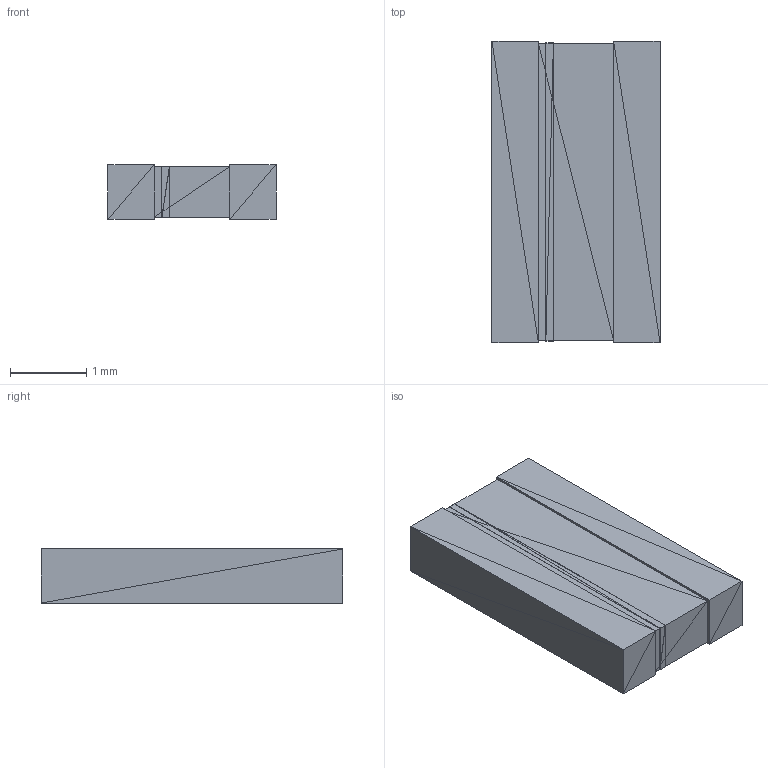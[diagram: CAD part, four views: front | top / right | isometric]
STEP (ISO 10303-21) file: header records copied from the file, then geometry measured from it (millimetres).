
FILE_DESCRIPTION(('FreeCAD Model'),'2;1');
FILE_NAME( 'R_1508_Wide.step', '2016-11-25T14:04:23',('Author'),(''), 'Open CASCADE STEP processor 6.8','FreeCAD','Unknown');
FILE_SCHEMA(('AUTOMOTIVE_DESIGN_CC2 { 1 2 10303 214 -1 1 5 4 }'));
Length unit declared in the file: millimetre
Products named in the file (1): Fusion
Bounding box: 2.21 x 3.96 x 0.71 mm (x, y, z)
Surface area: 35.3 mm2 (no closed solid volume)
Topology: 0 solids, 5 shells, 88 faces, 142 edges, 58 vertices
Faces by surface type: plane 88
Entity records: 4326 total; most frequent: DIRECTION 604, CARTESIAN_POINT 573, LINE 426, VECTOR 426, ORIENTED_EDGE 312, PCURVE 284, DEFINITIONAL_REPRESENTATION 284, EDGE_CURVE 142
